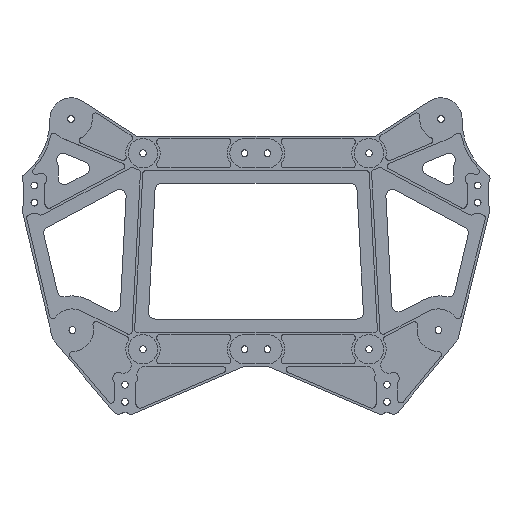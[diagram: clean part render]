
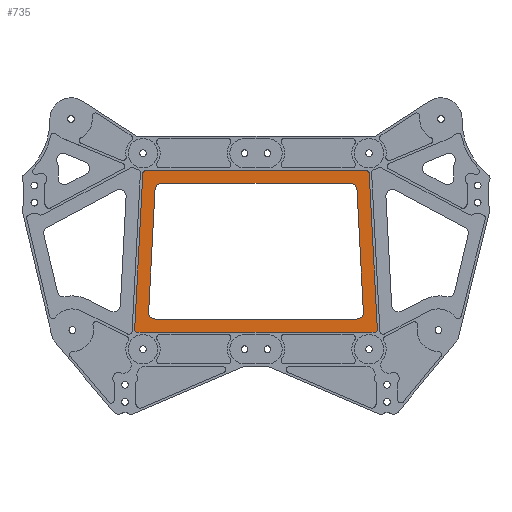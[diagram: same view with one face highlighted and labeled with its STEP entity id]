
A CAD part, front view. The second image highlights one B-rep face of the part: STEP entity #735.
In plain terms, the highlighted planar face has unit normal (0, -1, 0).
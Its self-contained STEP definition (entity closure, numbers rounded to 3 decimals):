
#254=FACE_BOUND('',#1702,.T.);
#255=FACE_BOUND('',#1703,.T.);
#388=PLANE('',#7287);
#735=ADVANCED_FACE('',(#254,#255),#388,.T.);
#1702=EDGE_LOOP('',(#4450,#4451,#4452,#4453,#4454,#4455,#4456,#4457,#4458,
#4459));
#1703=EDGE_LOOP('',(#4460,#4461,#4462,#4463,#4464,#4465,#4466,#4467));
#1734=LINE('',#9462,#2217);
#1913=LINE('',#10250,#2396);
#2126=LINE('',#11006,#2609);
#2128=LINE('',#11010,#2611);
#2142=LINE('',#11098,#2625);
#2145=LINE('',#11104,#2628);
#2148=LINE('',#11110,#2631);
#2151=LINE('',#11116,#2634);
#2217=VECTOR('',#7402,1.);
#2396=VECTOR('',#8137,1.);
#2609=VECTOR('',#9008,1.);
#2611=VECTOR('',#9014,1.);
#2625=VECTOR('',#9156,1.);
#2628=VECTOR('',#9161,1.);
#2631=VECTOR('',#9166,1.);
#2634=VECTOR('',#9171,1.);
#4450=ORIENTED_EDGE('',*,*,#5207,.T.);
#4451=ORIENTED_EDGE('',*,*,#5592,.T.);
#4452=ORIENTED_EDGE('',*,*,#5203,.T.);
#4453=ORIENTED_EDGE('',*,*,#5624,.T.);
#4454=ORIENTED_EDGE('',*,*,#5211,.T.);
#4455=ORIENTED_EDGE('',*,*,#5962,.T.);
#4456=ORIENTED_EDGE('',*,*,#5215,.T.);
#4457=ORIENTED_EDGE('',*,*,#5584,.T.);
#4458=ORIENTED_EDGE('',*,*,#5219,.T.);
#4459=ORIENTED_EDGE('',*,*,#5964,.T.);
#4460=ORIENTED_EDGE('',*,*,#5997,.T.);
#4461=ORIENTED_EDGE('',*,*,#6059,.T.);
#4462=ORIENTED_EDGE('',*,*,#6006,.T.);
#4463=ORIENTED_EDGE('',*,*,#6058,.T.);
#4464=ORIENTED_EDGE('',*,*,#6003,.T.);
#4465=ORIENTED_EDGE('',*,*,#6057,.T.);
#4466=ORIENTED_EDGE('',*,*,#6000,.T.);
#4467=ORIENTED_EDGE('',*,*,#6060,.T.);
#4568=VERTEX_POINT('',#9463);
#4569=VERTEX_POINT('',#9464);
#4572=VERTEX_POINT('',#9472);
#4573=VERTEX_POINT('',#9473);
#4576=VERTEX_POINT('',#9481);
#4577=VERTEX_POINT('',#9482);
#4580=VERTEX_POINT('',#9490);
#4581=VERTEX_POINT('',#9491);
#4584=VERTEX_POINT('',#9499);
#4585=VERTEX_POINT('',#9500);
#5114=VERTEX_POINT('',#11097);
#5115=VERTEX_POINT('',#11099);
#5116=VERTEX_POINT('',#11103);
#5117=VERTEX_POINT('',#11105);
#5118=VERTEX_POINT('',#11109);
#5119=VERTEX_POINT('',#11111);
#5120=VERTEX_POINT('',#11115);
#5121=VERTEX_POINT('',#11117);
#5203=EDGE_CURVE('',#4568,#4569,#1734,.T.);
#5207=EDGE_CURVE('',#4572,#4573,#6098,.T.);
#5211=EDGE_CURVE('',#4576,#4577,#6100,.T.);
#5215=EDGE_CURVE('',#4580,#4581,#6102,.T.);
#5219=EDGE_CURVE('',#4584,#4585,#6104,.T.);
#5584=EDGE_CURVE('',#4581,#4584,#1913,.T.);
#5592=EDGE_CURVE('',#4573,#4568,#6302,.T.);
#5624=EDGE_CURVE('',#4569,#4576,#6321,.T.);
#5962=EDGE_CURVE('',#4577,#4580,#2126,.T.);
#5964=EDGE_CURVE('',#4585,#4572,#2128,.T.);
#5997=EDGE_CURVE('',#5115,#5114,#2142,.T.);
#6000=EDGE_CURVE('',#5117,#5116,#2145,.T.);
#6003=EDGE_CURVE('',#5119,#5118,#2148,.T.);
#6006=EDGE_CURVE('',#5121,#5120,#2151,.T.);
#6057=EDGE_CURVE('',#5118,#5117,#6493,.T.);
#6058=EDGE_CURVE('',#5120,#5119,#6494,.T.);
#6059=EDGE_CURVE('',#5114,#5121,#6495,.T.);
#6060=EDGE_CURVE('',#5116,#5115,#6496,.T.);
#6098=CIRCLE('',#6550,2.);
#6100=CIRCLE('',#6553,2.);
#6102=CIRCLE('',#6556,2.);
#6104=CIRCLE('',#6559,2.);
#6302=CIRCLE('',#6835,10.5);
#6321=CIRCLE('',#6868,10.5);
#6493=CIRCLE('',#7259,4.);
#6494=CIRCLE('',#7261,4.);
#6495=CIRCLE('',#7263,4.);
#6496=CIRCLE('',#7265,4.);
#6550=AXIS2_PLACEMENT_3D('',#9471,#7408,#7409);
#6553=AXIS2_PLACEMENT_3D('',#9480,#7416,#7417);
#6556=AXIS2_PLACEMENT_3D('',#9489,#7424,#7425);
#6559=AXIS2_PLACEMENT_3D('',#9498,#7432,#7433);
#6835=AXIS2_PLACEMENT_3D('',#10268,#8157,#8158);
#6868=AXIS2_PLACEMENT_3D('',#10341,#8236,#8237);
#7259=AXIS2_PLACEMENT_3D('',#11218,#9279,#9280);
#7261=AXIS2_PLACEMENT_3D('',#11220,#9283,#9284);
#7263=AXIS2_PLACEMENT_3D('',#11222,#9287,#9288);
#7265=AXIS2_PLACEMENT_3D('',#11224,#9291,#9292);
#7287=AXIS2_PLACEMENT_3D('',#11246,#9335,#9336);
#7402=DIRECTION('',(1.,0.,0.));
#7408=DIRECTION('',(0.,-1.,0.));
#7409=DIRECTION('',(0.,0.,-1.));
#7416=DIRECTION('',(0.,-1.,0.));
#7417=DIRECTION('',(0.,0.,-1.));
#7424=DIRECTION('',(0.,-1.,0.));
#7425=DIRECTION('',(0.,0.,-1.));
#7432=DIRECTION('',(0.,-1.,0.));
#7433=DIRECTION('',(0.,0.,-1.));
#8137=DIRECTION('',(-1.,0.,0.));
#8157=DIRECTION('',(0.,1.,0.));
#8158=DIRECTION('',(1.,0.,0.));
#8236=DIRECTION('',(0.,1.,0.));
#8237=DIRECTION('',(1.,0.,0.));
#9008=DIRECTION('',(-0.052,0.,0.999));
#9014=DIRECTION('',(-0.052,0.,-0.999));
#9156=DIRECTION('',(0.052,0.,0.999));
#9161=DIRECTION('',(-1.,0.,0.));
#9166=DIRECTION('',(0.052,0.,-0.999));
#9171=DIRECTION('',(1.,0.,0.));
#9279=DIRECTION('',(0.,1.,0.));
#9280=DIRECTION('',(0.,0.,-1.));
#9283=DIRECTION('',(0.,1.,0.));
#9284=DIRECTION('',(0.,0.,-1.));
#9287=DIRECTION('',(0.,1.,0.));
#9288=DIRECTION('',(0.,0.,-1.));
#9291=DIRECTION('',(0.,1.,0.));
#9292=DIRECTION('',(0.,0.,-1.));
#9335=DIRECTION('',(0.,-1.,0.));
#9336=DIRECTION('',(0.,0.,-1.));
#9462=CARTESIAN_POINT('',(-69.2,0.,-49.5));
#9463=CARTESIAN_POINT('',(-69.2,0.,-49.5));
#9464=CARTESIAN_POINT('',(69.2,0.,-49.5));
#9471=CARTESIAN_POINT('',(-72.301,0.,-47.891));
#9472=CARTESIAN_POINT('',(-74.299,0.,-47.786));
#9473=CARTESIAN_POINT('',(-71.805,0.,-49.828));
#9480=CARTESIAN_POINT('',(72.301,0.,-47.891));
#9481=CARTESIAN_POINT('',(71.805,0.,-49.828));
#9482=CARTESIAN_POINT('',(74.299,0.,-47.786));
#9489=CARTESIAN_POINT('',(67.302,0.,47.5));
#9490=CARTESIAN_POINT('',(69.299,0.,47.605));
#9491=CARTESIAN_POINT('',(67.302,0.,49.5));
#9498=CARTESIAN_POINT('',(-67.302,0.,47.5));
#9499=CARTESIAN_POINT('',(-67.302,0.,49.5));
#9500=CARTESIAN_POINT('',(-69.299,0.,47.605));
#10250=CARTESIAN_POINT('',(67.302,0.,49.5));
#10268=CARTESIAN_POINT('',(-69.2,0.,-60.));
#10341=CARTESIAN_POINT('',(69.2,0.,-60.));
#11006=CARTESIAN_POINT('',(74.299,0.,-47.786));
#11010=CARTESIAN_POINT('',(-69.299,0.,47.605));
#11097=CARTESIAN_POINT('',(-61.807,0.,37.709));
#11098=CARTESIAN_POINT('',(-65.738,0.,-37.291));
#11099=CARTESIAN_POINT('',(-65.738,0.,-37.291));
#11103=CARTESIAN_POINT('',(-61.743,0.,-41.5));
#11104=CARTESIAN_POINT('',(61.743,0.,-41.5));
#11105=CARTESIAN_POINT('',(61.743,0.,-41.5));
#11109=CARTESIAN_POINT('',(65.738,0.,-37.291));
#11110=CARTESIAN_POINT('',(61.807,0.,37.709));
#11111=CARTESIAN_POINT('',(61.807,0.,37.709));
#11115=CARTESIAN_POINT('',(57.812,0.,41.5));
#11116=CARTESIAN_POINT('',(-57.812,0.,41.5));
#11117=CARTESIAN_POINT('',(-57.812,0.,41.5));
#11218=CARTESIAN_POINT('',(61.743,0.,-37.5));
#11220=CARTESIAN_POINT('',(57.812,0.,37.5));
#11222=CARTESIAN_POINT('',(-57.812,0.,37.5));
#11224=CARTESIAN_POINT('',(-61.743,0.,-37.5));
#11246=CARTESIAN_POINT('',(-72.301,0.,-47.891));
